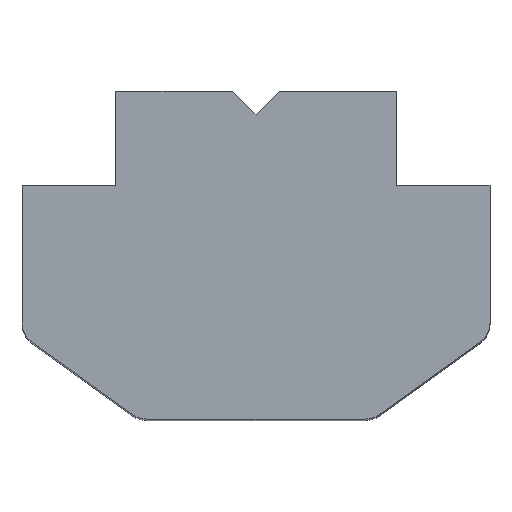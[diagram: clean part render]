
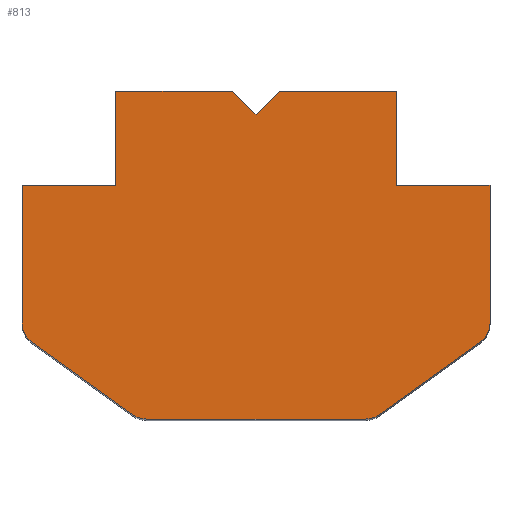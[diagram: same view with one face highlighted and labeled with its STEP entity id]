
A CAD part, top view. The second image highlights one B-rep face of the part: STEP entity #813.
In plain terms, the highlighted planar face has unit normal (0, 0, 1).
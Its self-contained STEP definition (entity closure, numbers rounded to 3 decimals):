
#4 = VERTEX_POINT ( 'NONE', #666 ) ;
#5 = VERTEX_POINT ( 'NONE', #671 ) ;
#9 = VERTEX_POINT ( 'NONE', #381 ) ;
#13 = VERTEX_POINT ( 'NONE', #674 ) ;
#14 = VERTEX_POINT ( 'NONE', #697 ) ;
#16 = VERTEX_POINT ( 'NONE', #389 ) ;
#17 = VERTEX_POINT ( 'NONE', #685 ) ;
#18 = VERTEX_POINT ( 'NONE', #654 ) ;
#21 = VERTEX_POINT ( 'NONE', #418 ) ;
#23 = VERTEX_POINT ( 'NONE', #639 ) ;
#25 = VERTEX_POINT ( 'NONE', #638 ) ;
#28 = VERTEX_POINT ( 'NONE', #592 ) ;
#33 = VERTEX_POINT ( 'NONE', #600 ) ;
#35 = VERTEX_POINT ( 'NONE', #595 ) ;
#37 = VERTEX_POINT ( 'NONE', #648 ) ;
#44 = AXIS2_PLACEMENT_3D ( 'NONE', #709, #704, #707 ) ;
#45 = AXIS2_PLACEMENT_3D ( 'NONE', #652, #546, #710 ) ;
#47 = AXIS2_PLACEMENT_3D ( 'NONE', #676, #650, #702 ) ;
#48 = AXIS2_PLACEMENT_3D ( 'NONE', #632, #382, #651 ) ;
#51 = EDGE_CURVE ( 'NONE', #21, #16, #263, .T. ) ;
#56 = EDGE_CURVE ( 'NONE', #35, #5, #206, .T. ) ;
#59 = EDGE_CURVE ( 'NONE', #17, #23, #174, .T. ) ;
#61 = EDGE_CURVE ( 'NONE', #23, #575, #261, .T. ) ;
#63 = EDGE_CURVE ( 'NONE', #14, #9, #190, .T. ) ;
#70 = EDGE_CURVE ( 'NONE', #18, #4, #209, .T. ) ;
#74 = EDGE_CURVE ( 'NONE', #25, #4, #260, .T. ) ;
#77 = EDGE_CURVE ( 'NONE', #35, #21, #236, .T. ) ;
#78 = EDGE_CURVE ( 'NONE', #16, #28, #234, .T. ) ;
#79 = EDGE_CURVE ( 'NONE', #37, #25, #224, .T. ) ;
#81 = EDGE_CURVE ( 'NONE', #13, #9, #217, .T. ) ;
#82 = EDGE_CURVE ( 'NONE', #14, #18, #216, .T. ) ;
#98 = EDGE_CURVE ( 'NONE', #575, #608, #189, .T. ) ;
#100 = EDGE_CURVE ( 'NONE', #33, #37, #214, .T. ) ;
#104 = EDGE_CURVE ( 'NONE', #608, #33, #197, .T. ) ;
#113 = EDGE_CURVE ( 'NONE', #28, #13, #716, .T. ) ;
#114 = EDGE_CURVE ( 'NONE', #5, #17, #737, .T. ) ;
#129 = AXIS2_PLACEMENT_3D ( 'NONE', #286, #375, #376 ) ;
#165 = VECTOR ( 'NONE', #645, 1000. ) ;
#174 = LINE ( 'NONE', #680, #279 ) ;
#176 = VECTOR ( 'NONE', #410, 1000. ) ;
#183 = VECTOR ( 'NONE', #635, 1000. ) ;
#189 = LINE ( 'NONE', #523, #222 ) ;
#190 = LINE ( 'NONE', #694, #265 ) ;
#191 = VECTOR ( 'NONE', #660, 1000. ) ;
#197 = LINE ( 'NONE', #642, #165 ) ;
#206 = LINE ( 'NONE', #426, #176 ) ;
#209 = LINE ( 'NONE', #678, #183 ) ;
#214 = LINE ( 'NONE', #404, #237 ) ;
#216 = CIRCLE ( 'NONE', #44, 0.5 ) ;
#217 = CIRCLE ( 'NONE', #45, 0.5 ) ;
#218 = VECTOR ( 'NONE', #633, 1000. ) ;
#222 = VECTOR ( 'NONE', #518, 1000. ) ;
#224 = LINE ( 'NONE', #629, #218 ) ;
#234 = CIRCLE ( 'NONE', #47, 0.5 ) ;
#236 = CIRCLE ( 'NONE', #48, 0.5 ) ;
#237 = VECTOR ( 'NONE', #415, 1000. ) ;
#245 = VECTOR ( 'NONE', #631, 1000. ) ;
#260 = LINE ( 'NONE', #636, #245 ) ;
#261 = LINE ( 'NONE', #428, #275 ) ;
#263 = LINE ( 'NONE', #658, #191 ) ;
#265 = VECTOR ( 'NONE', #696, 1000. ) ;
#275 = VECTOR ( 'NONE', #686, 1000. ) ;
#279 = VECTOR ( 'NONE', #457, 1000. ) ;
#286 = CARTESIAN_POINT ( 'NONE',  ( 0., 0., 9. ) ) ;
#373 = PLANE ( 'NONE',  #129 ) ;
#375 = DIRECTION ( 'NONE',  ( 0., 0., 1. ) ) ;
#376 = DIRECTION ( 'NONE',  ( 1., 0., 0. ) ) ;
#381 = CARTESIAN_POINT ( 'NONE',  ( 2.631, -3.406, 9. ) ) ;
#382 = DIRECTION ( 'NONE',  ( 0., 0., 1. ) ) ;
#389 = CARTESIAN_POINT ( 'NONE',  ( -2.631, -3.406, 9. ) ) ;
#404 = CARTESIAN_POINT ( 'NONE',  ( 0., 3.5, 9. ) ) ;
#410 = DIRECTION ( 'NONE',  ( 0., 1., 0. ) ) ;
#415 = DIRECTION ( 'NONE',  ( 1., 0., 0. ) ) ;
#418 = CARTESIAN_POINT ( 'NONE',  ( -4.792, -1.85, 9. ) ) ;
#426 = CARTESIAN_POINT ( 'NONE',  ( -5., 0., 9. ) ) ;
#428 = CARTESIAN_POINT ( 'NONE',  ( 0., 3.5, 9. ) ) ;
#440 = ORIENTED_EDGE ( 'NONE', *, *, #81, .T. ) ;
#453 = ORIENTED_EDGE ( 'NONE', *, *, #113, .T. ) ;
#457 = DIRECTION ( 'NONE',  ( 0., 1., 0. ) ) ;
#460 = ORIENTED_EDGE ( 'NONE', *, *, #98, .F. ) ;
#461 = ORIENTED_EDGE ( 'NONE', *, *, #104, .F. ) ;
#468 = CARTESIAN_POINT ( 'NONE',  ( 0., -3.5, 9. ) ) ;
#480 = CARTESIAN_POINT ( 'NONE',  ( 0., 1.5, 9. ) ) ;
#481 = ORIENTED_EDGE ( 'NONE', *, *, #82, .T. ) ;
#502 = ORIENTED_EDGE ( 'NONE', *, *, #100, .F. ) ;
#518 = DIRECTION ( 'NONE',  ( 0.707, -0.707, 0. ) ) ;
#523 = CARTESIAN_POINT ( 'NONE',  ( 1.5, 1.5, 9. ) ) ;
#530 = ORIENTED_EDGE ( 'NONE', *, *, #70, .T. ) ;
#546 = DIRECTION ( 'NONE',  ( 0., 0., 1. ) ) ;
#547 = ORIENTED_EDGE ( 'NONE', *, *, #63, .F. ) ;
#550 = ORIENTED_EDGE ( 'NONE', *, *, #59, .F. ) ;
#556 = ORIENTED_EDGE ( 'NONE', *, *, #61, .F. ) ;
#557 = ORIENTED_EDGE ( 'NONE', *, *, #74, .F. ) ;
#559 = ORIENTED_EDGE ( 'NONE', *, *, #79, .F. ) ;
#575 = VERTEX_POINT ( 'NONE', #616 ) ;
#592 = CARTESIAN_POINT ( 'NONE',  ( -2.339, -3.5, 9. ) ) ;
#594 = ORIENTED_EDGE ( 'NONE', *, *, #51, .T. ) ;
#595 = CARTESIAN_POINT ( 'NONE',  ( -5., -1.444, 9. ) ) ;
#600 = CARTESIAN_POINT ( 'NONE',  ( 0.5, 3.5, 9. ) ) ;
#601 = ORIENTED_EDGE ( 'NONE', *, *, #78, .T. ) ;
#603 = ORIENTED_EDGE ( 'NONE', *, *, #77, .T. ) ;
#605 = ORIENTED_EDGE ( 'NONE', *, *, #56, .F. ) ;
#606 = ORIENTED_EDGE ( 'NONE', *, *, #114, .F. ) ;
#608 = VERTEX_POINT ( 'NONE', #706 ) ;
#613 = DIRECTION ( 'NONE',  ( 1., 0., 0. ) ) ;
#616 = CARTESIAN_POINT ( 'NONE',  ( -0.5, 3.5, 9. ) ) ;
#624 = EDGE_LOOP ( 'NONE', ( #453, #440, #547, #481, #530, #557, #559, #502, #461, #460, #556, #550, #606, #605, #603, #594, #601 ) ) ;
#629 = CARTESIAN_POINT ( 'NONE',  ( 3., 0., 9. ) ) ;
#630 = DIRECTION ( 'NONE',  ( 1., 0., 0. ) ) ;
#631 = DIRECTION ( 'NONE',  ( 1., 0., 0. ) ) ;
#632 = CARTESIAN_POINT ( 'NONE',  ( -4.5, -1.444, 9. ) ) ;
#633 = DIRECTION ( 'NONE',  ( 0., -1., 0. ) ) ;
#635 = DIRECTION ( 'NONE',  ( 0., 1., 0. ) ) ;
#636 = CARTESIAN_POINT ( 'NONE',  ( 0., 1.5, 9. ) ) ;
#638 = CARTESIAN_POINT ( 'NONE',  ( 3., 1.5, 9. ) ) ;
#639 = CARTESIAN_POINT ( 'NONE',  ( -3., 3.5, 9. ) ) ;
#642 = CARTESIAN_POINT ( 'NONE',  ( -1.5, 1.5, 9. ) ) ;
#645 = DIRECTION ( 'NONE',  ( 0.707, 0.707, 0. ) ) ;
#648 = CARTESIAN_POINT ( 'NONE',  ( 3., 3.5, 9. ) ) ;
#650 = DIRECTION ( 'NONE',  ( 0., 0., 1. ) ) ;
#651 = DIRECTION ( 'NONE',  ( 1., 0., 0. ) ) ;
#652 = CARTESIAN_POINT ( 'NONE',  ( 2.339, -3., 9. ) ) ;
#654 = CARTESIAN_POINT ( 'NONE',  ( 5., -1.444, 9. ) ) ;
#658 = CARTESIAN_POINT ( 'NONE',  ( -2.513, -3.491, 9. ) ) ;
#660 = DIRECTION ( 'NONE',  ( 0.812, -0.584, 0. ) ) ;
#666 = CARTESIAN_POINT ( 'NONE',  ( 5., 1.5, 9. ) ) ;
#671 = CARTESIAN_POINT ( 'NONE',  ( -5., 1.5, 9. ) ) ;
#674 = CARTESIAN_POINT ( 'NONE',  ( 2.339, -3.5, 9. ) ) ;
#676 = CARTESIAN_POINT ( 'NONE',  ( -2.339, -3., 9. ) ) ;
#678 = CARTESIAN_POINT ( 'NONE',  ( 5., 0., 9. ) ) ;
#680 = CARTESIAN_POINT ( 'NONE',  ( -3., 0., 9. ) ) ;
#685 = CARTESIAN_POINT ( 'NONE',  ( -3., 1.5, 9. ) ) ;
#686 = DIRECTION ( 'NONE',  ( 1., 0., 0. ) ) ;
#694 = CARTESIAN_POINT ( 'NONE',  ( 2.513, -3.491, 9. ) ) ;
#696 = DIRECTION ( 'NONE',  ( -0.812, -0.584, 0. ) ) ;
#697 = CARTESIAN_POINT ( 'NONE',  ( 4.792, -1.85, 9. ) ) ;
#702 = DIRECTION ( 'NONE',  ( 1., 0., 0. ) ) ;
#704 = DIRECTION ( 'NONE',  ( 0., 0., 1. ) ) ;
#706 = CARTESIAN_POINT ( 'NONE',  ( 0., 3., 9. ) ) ;
#707 = DIRECTION ( 'NONE',  ( 1., 0., 0. ) ) ;
#709 = CARTESIAN_POINT ( 'NONE',  ( 4.5, -1.444, 9. ) ) ;
#710 = DIRECTION ( 'NONE',  ( 1., 0., 0. ) ) ;
#716 = LINE ( 'NONE', #468, #735 ) ;
#728 = FACE_OUTER_BOUND ( 'NONE', #624, .T. ) ;
#735 = VECTOR ( 'NONE', #613, 1000. ) ;
#737 = LINE ( 'NONE', #480, #745 ) ;
#745 = VECTOR ( 'NONE', #630, 1000. ) ;
#813 = ADVANCED_FACE ( 'NONE', ( #728 ), #373, .T. ) ;
